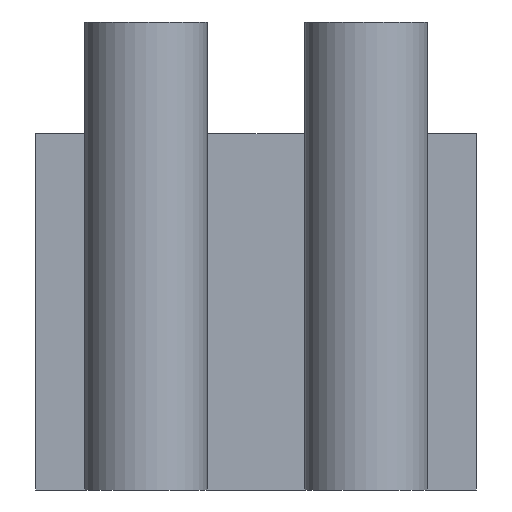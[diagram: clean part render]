
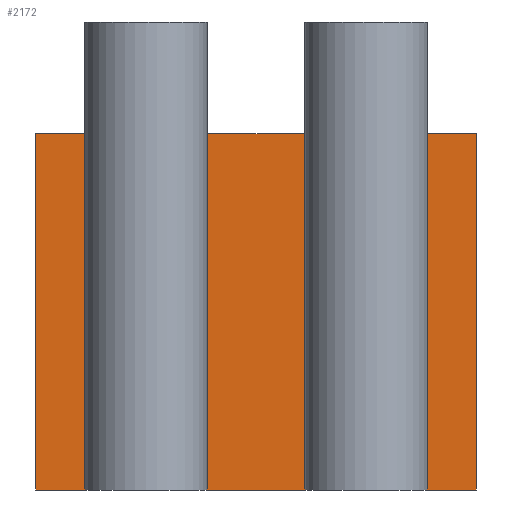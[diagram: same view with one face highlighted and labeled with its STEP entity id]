
A CAD part, left-side view. The second image highlights one B-rep face of the part: STEP entity #2172.
In plain terms, the highlighted planar face has unit normal (-1, 0, 0).
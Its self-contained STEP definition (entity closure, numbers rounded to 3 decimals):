
#120=FACE_OUTER_BOUND('',#248,.T.);
#248=EDGE_LOOP('',(#1613,#1614,#1615,#1616,#1617,#1618,#1619,#1620,#1621,
#1622,#1623,#1624));
#367=LINE('',#3084,#645);
#396=LINE('',#3141,#674);
#399=LINE('',#3151,#677);
#402=LINE('',#3161,#680);
#435=LINE('',#3282,#713);
#442=LINE('',#3294,#720);
#448=LINE('',#3306,#726);
#449=LINE('',#3308,#727);
#450=LINE('',#3311,#728);
#451=LINE('',#3312,#729);
#452=LINE('',#3313,#730);
#453=LINE('',#3314,#731);
#645=VECTOR('',#2477,10.);
#674=VECTOR('',#2516,10.);
#677=VECTOR('',#2523,10.);
#680=VECTOR('',#2530,10.);
#713=VECTOR('',#2645,10.);
#720=VECTOR('',#2660,10.);
#726=VECTOR('',#2672,10.);
#727=VECTOR('',#2675,10.);
#728=VECTOR('',#2678,10.);
#729=VECTOR('',#2679,10.);
#730=VECTOR('',#2680,10.);
#731=VECTOR('',#2681,10.);
#918=VERTEX_POINT('',#3081);
#919=VERTEX_POINT('',#3083);
#942=VERTEX_POINT('',#3140);
#946=VERTEX_POINT('',#3148);
#947=VERTEX_POINT('',#3150);
#951=VERTEX_POINT('',#3158);
#952=VERTEX_POINT('',#3160);
#998=VERTEX_POINT('',#3279);
#999=VERTEX_POINT('',#3281);
#1000=VERTEX_POINT('',#3293);
#1003=VERTEX_POINT('',#3304);
#1004=VERTEX_POINT('',#3310);
#1127=EDGE_CURVE('',#919,#918,#367,.T.);
#1158=EDGE_CURVE('',#919,#942,#396,.T.);
#1163=EDGE_CURVE('',#946,#947,#399,.T.);
#1168=EDGE_CURVE('',#951,#952,#402,.T.);
#1224=EDGE_CURVE('',#999,#998,#435,.T.);
#1231=EDGE_CURVE('',#1000,#942,#442,.T.);
#1238=EDGE_CURVE('',#946,#1003,#448,.T.);
#1239=EDGE_CURVE('',#1003,#1000,#449,.T.);
#1240=EDGE_CURVE('',#1004,#918,#450,.T.);
#1241=EDGE_CURVE('',#1004,#952,#451,.T.);
#1242=EDGE_CURVE('',#951,#999,#452,.T.);
#1243=EDGE_CURVE('',#998,#947,#453,.T.);
#1613=ORIENTED_EDGE('',*,*,#1238,.T.);
#1614=ORIENTED_EDGE('',*,*,#1239,.T.);
#1615=ORIENTED_EDGE('',*,*,#1231,.T.);
#1616=ORIENTED_EDGE('',*,*,#1158,.F.);
#1617=ORIENTED_EDGE('',*,*,#1127,.T.);
#1618=ORIENTED_EDGE('',*,*,#1240,.F.);
#1619=ORIENTED_EDGE('',*,*,#1241,.T.);
#1620=ORIENTED_EDGE('',*,*,#1168,.F.);
#1621=ORIENTED_EDGE('',*,*,#1242,.T.);
#1622=ORIENTED_EDGE('',*,*,#1224,.T.);
#1623=ORIENTED_EDGE('',*,*,#1243,.T.);
#1624=ORIENTED_EDGE('',*,*,#1163,.F.);
#2064=PLANE('',#2332);
#2172=ADVANCED_FACE('',(#120),#2064,.T.);
#2332=AXIS2_PLACEMENT_3D('',#3309,#2676,#2677);
#2477=DIRECTION('',(0.,0.,1.));
#2516=DIRECTION('',(0.,1.,0.));
#2523=DIRECTION('',(0.,1.,0.));
#2530=DIRECTION('',(0.,1.,0.));
#2645=DIRECTION('',(0.,-1.,0.));
#2660=DIRECTION('',(0.,0.,-1.));
#2672=DIRECTION('',(0.,0.,1.));
#2675=DIRECTION('',(0.,-1.,0.));
#2676=DIRECTION('center_axis',(-1.,0.,0.));
#2677=DIRECTION('ref_axis',(0.,1.,0.));
#2678=DIRECTION('',(0.,-1.,0.));
#2679=DIRECTION('',(0.,0.,-1.));
#2680=DIRECTION('',(0.,0.,1.));
#2681=DIRECTION('',(0.,0.,-1.));
#3081=CARTESIAN_POINT('',(-1.5,-1.5,20.57));
#3083=CARTESIAN_POINT('',(-1.5,-1.5,-1.5));
#3084=CARTESIAN_POINT('',(-1.5,-1.5,0.));
#3140=CARTESIAN_POINT('',(-1.5,1.525,-1.5));
#3141=CARTESIAN_POINT('',(-1.5,25.8,-1.5));
#3148=CARTESIAN_POINT('',(-1.5,9.125,-1.5));
#3150=CARTESIAN_POINT('',(-1.5,15.175,-1.5));
#3151=CARTESIAN_POINT('',(-1.5,25.8,-1.5));
#3158=CARTESIAN_POINT('',(-1.5,22.775,-1.5));
#3160=CARTESIAN_POINT('',(-1.5,25.8,-1.5));
#3161=CARTESIAN_POINT('',(-1.5,25.8,-1.5));
#3279=CARTESIAN_POINT('',(-1.5,15.175,0.));
#3281=CARTESIAN_POINT('',(-1.5,22.775,0.));
#3282=CARTESIAN_POINT('',(-1.5,8.738,0.));
#3293=CARTESIAN_POINT('',(-1.5,1.525,0.));
#3294=CARTESIAN_POINT('',(-1.5,1.525,-0.75));
#3304=CARTESIAN_POINT('',(-1.5,9.125,0.));
#3306=CARTESIAN_POINT('',(-1.5,9.125,-0.75));
#3308=CARTESIAN_POINT('',(-1.5,1.913,0.));
#3309=CARTESIAN_POINT('Origin',(-1.5,-1.5,0.));
#3310=CARTESIAN_POINT('',(-1.5,25.8,20.57));
#3311=CARTESIAN_POINT('',(-1.5,25.8,20.57));
#3312=CARTESIAN_POINT('',(-1.5,25.8,0.));
#3313=CARTESIAN_POINT('',(-1.5,22.775,-0.75));
#3314=CARTESIAN_POINT('',(-1.5,15.175,-0.75));
